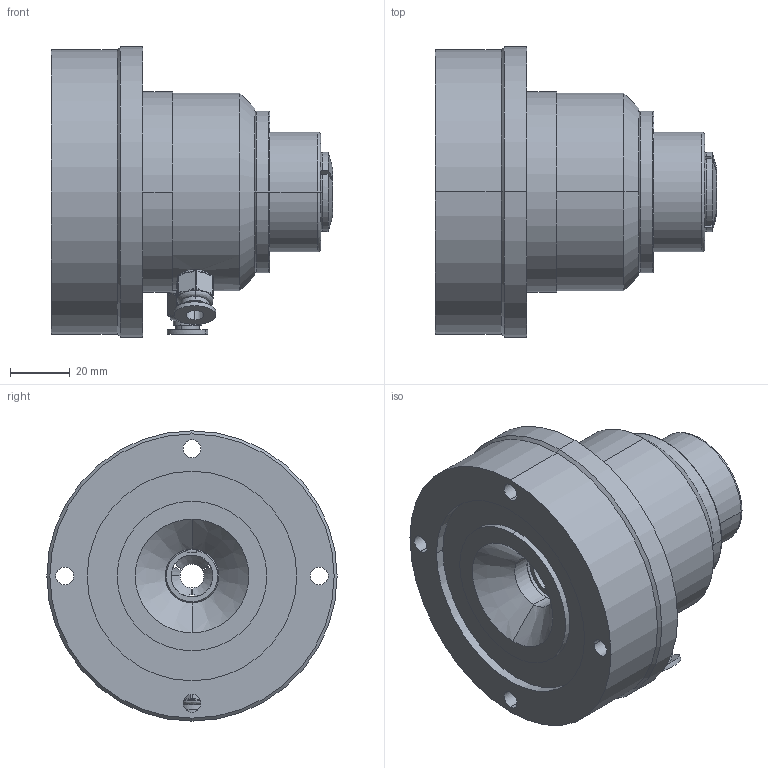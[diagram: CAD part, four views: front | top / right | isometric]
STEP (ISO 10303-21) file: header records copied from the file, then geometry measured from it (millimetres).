
FILE_DESCRIPTION (( 'STEP AP214' ), '1' );
FILE_NAME ('GAL-15+YB-15 (8mm) .STEP', '2023-09-19T09:47:43', ( '' ), ( '' ), 'SwSTEP 2.0', 'SolidWorks 2023', '' );
FILE_SCHEMA (( 'AUTOMOTIVE_DESIGN' ));
Length unit declared in the file: millimetre
Products named in the file (5): GAL-15 面盖; M10 气嘴; YB-15  (8mm) ; GAL-15 本体; GAL-15+YB-15  (8mm) 
Assembly tree (5 placements, depth 2):
  GAL-15+YB-15  (8mm) 
    GAL-15 本体
    GAL-15 面盖
    M10 气嘴  x2
    YB-15  (8mm) 
Bounding box: 94 x 97 x 97 mm (x, y, z)
Volume: 349589 mm3; surface area: 62347.2 mm2
Topology: 5 solids, 5 shells, 481 faces, 1200 edges, 684 vertices
Faces by surface type: cylinder 206, plane 113, bspline 99, cone 47, torus 16
Entity records: 16088 total; most frequent: CARTESIAN_POINT 4774, ORIENTED_EDGE 1688, DIRECTION 1659, EDGE_CURVE 844, AXIS2_PLACEMENT_3D 664, VERTEX_POINT 520, EDGE_LOOP 396, CIRCLE 355
